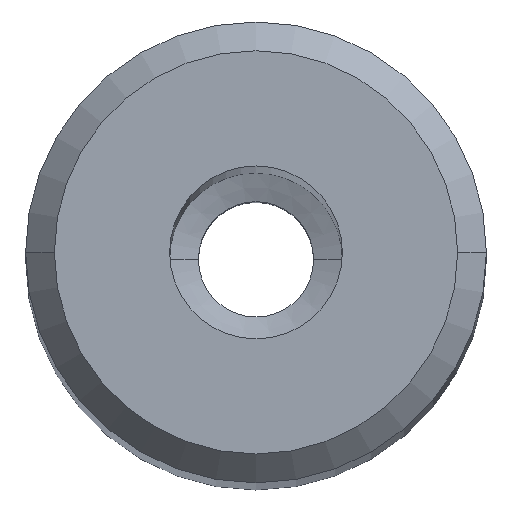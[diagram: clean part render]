
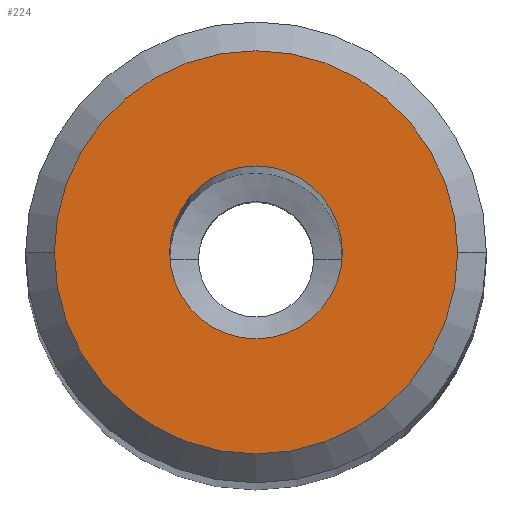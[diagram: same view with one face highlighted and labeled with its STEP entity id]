
A CAD part, top view. The second image highlights one B-rep face of the part: STEP entity #224.
In plain terms, the highlighted planar face has unit normal (0, 0, 1).
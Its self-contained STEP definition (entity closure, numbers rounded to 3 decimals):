
#112=EDGE_CURVE('NONE',#154,#252,#291,.T.);
#128=EDGE_CURVE('NONE',#150,#180,#309,.T.);
#138=EDGE_CURVE('NONE',#180,#150,#322,.T.);
#142=EDGE_CURVE('NONE',#252,#154,#326,.T.);
#150=VERTEX_POINT('NONE',#334);
#154=VERTEX_POINT('NONE',#338);
#180=VERTEX_POINT('NONE',#365);
#224=ADVANCED_FACE('NONE',(#417,#418),#419,.F.);
#252=VERTEX_POINT('NONE',#449);
#291=CIRCLE('',#480,3.5);
#309=CIRCLE('',#503,1.5);
#322=CIRCLE('',#520,1.5);
#326=CIRCLE('',#525,3.5);
#334=CARTESIAN_POINT('',(-1.5,0.,72.0));
#338=CARTESIAN_POINT('',(-3.5,0.0,72.0));
#365=CARTESIAN_POINT('',(1.5,0.0,72.0));
#417=FACE_OUTER_BOUND('',#644,.T.);
#418=FACE_BOUND('',#645,.T.);
#419=PLANE('',#646);
#449=CARTESIAN_POINT('',(3.5,0.,72.0));
#480=AXIS2_PLACEMENT_3D('',#727,#728,#729);
#503=AXIS2_PLACEMENT_3D('',#757,#758,#759);
#520=AXIS2_PLACEMENT_3D('',#780,#781,#782);
#525=AXIS2_PLACEMENT_3D('',#783,#784,#785);
#644=EDGE_LOOP('',(#885,#886));
#645=EDGE_LOOP('',(#887,#888));
#646=AXIS2_PLACEMENT_3D('',#889,#890,#891);
#727=CARTESIAN_POINT('',(0.0,0.0,72.0));
#728=DIRECTION('',(0.0,0.0,1.0));
#729=DIRECTION('',(-1.0,0.0,0.0));
#757=CARTESIAN_POINT('',(0.0,0.0,72.0));
#758=DIRECTION('',(0.0,0.0,1.0));
#759=DIRECTION('',(1.0,0.0,0.0));
#780=CARTESIAN_POINT('',(0.0,0.0,72.0));
#781=DIRECTION('',(0.0,0.0,1.0));
#782=DIRECTION('',(1.0,0.0,0.0));
#783=CARTESIAN_POINT('',(0.0,0.0,72.0));
#784=DIRECTION('',(0.0,0.0,1.0));
#785=DIRECTION('',(-1.0,0.0,0.0));
#885=ORIENTED_EDGE('',*,*,#112,.T.);
#886=ORIENTED_EDGE('',*,*,#142,.T.);
#887=ORIENTED_EDGE('',*,*,#138,.F.);
#888=ORIENTED_EDGE('',*,*,#128,.F.);
#889=CARTESIAN_POINT('',(0.0,4.,72.0));
#890=DIRECTION('',(0.0,0.0,-1.0));
#891=DIRECTION('',(0.0,1.0,0.0));
